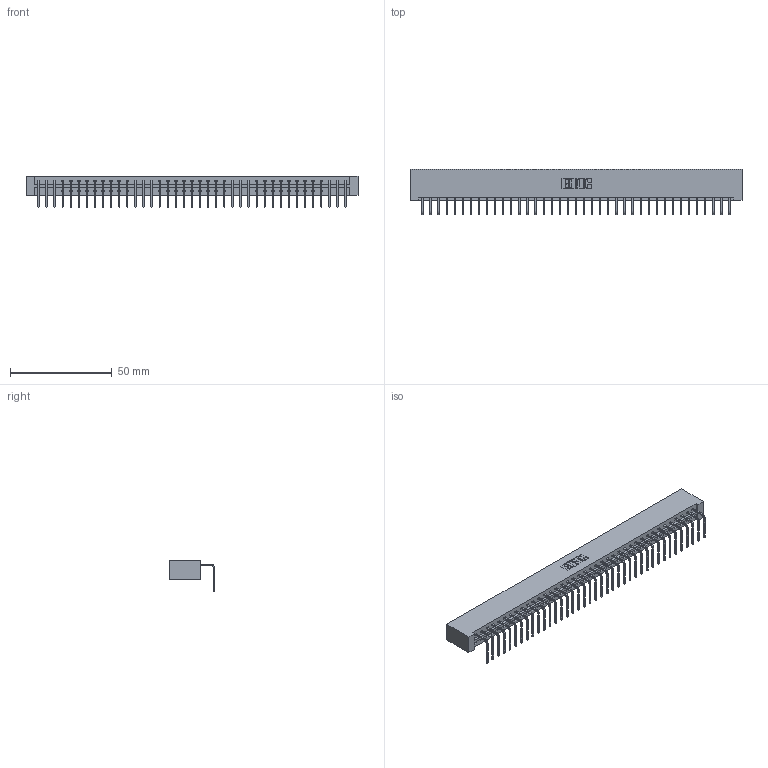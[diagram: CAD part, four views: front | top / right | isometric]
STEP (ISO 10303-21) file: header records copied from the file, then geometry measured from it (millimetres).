
FILE_DESCRIPTION (( 'STEP AP203' ), '1' );
FILE_NAME ('833-039-558-101.STEP', '2020-06-03T15:13:40', ( '' ), ( '' ), 'SwSTEP 2.0', 'SolidWorks 2020', '' );
FILE_SCHEMA (( 'CONFIG_CONTROL_DESIGN' ));
Length unit declared in the file: inch
Products named in the file (3): 833 Part_Lugless; 345-292-001_558 Tail - 2; 833-039-558-101
Assembly tree (40 placements, depth 2):
  833-039-558-101
    833 Part_Lugless
    345-292-001_558 Tail - 2  x39
Bounding box: 162.79 x 22.17 x 15.37 mm (x, y, z)
Volume: 17098 mm3; surface area: 19233.5 mm2
Topology: 40 solids, 40 shells, 2446 faces, 7385 edges, 4870 vertices
Faces by surface type: plane 1782, cylinder 664
Entity records: 24037 total; most frequent: CARTESIAN_POINT 4155, ORIENTED_EDGE 4130, DIRECTION 3503, EDGE_CURVE 2065, LINE 1945, VECTOR 1945, VERTEX_POINT 1374, AXIS2_PLACEMENT_3D 779
